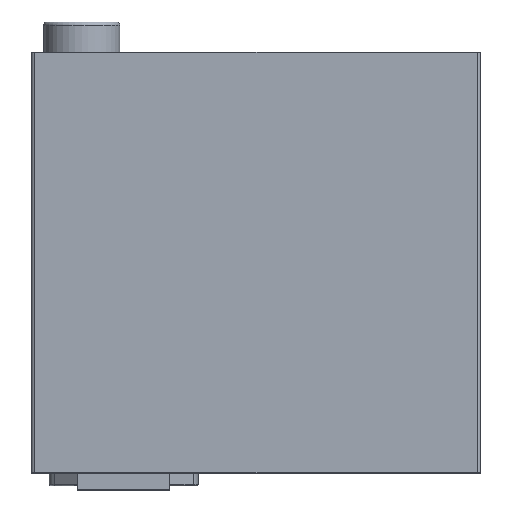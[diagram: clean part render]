
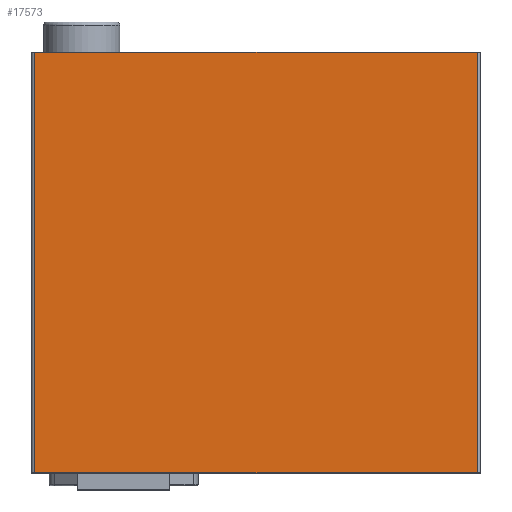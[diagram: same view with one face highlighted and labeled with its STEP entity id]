
A CAD part, top view. The second image highlights one B-rep face of the part: STEP entity #17573.
In plain terms, the highlighted planar face has unit normal (0, 0, 1).
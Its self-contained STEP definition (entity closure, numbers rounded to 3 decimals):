
#2592=FACE_OUTER_BOUND('',#4028,.T.);
#4028=EDGE_LOOP('',(#12356,#12357,#12358,#12359));
#5152=LINE('',#27680,#6096);
#5162=LINE('',#29018,#6106);
#5202=LINE('',#29172,#6146);
#5203=LINE('',#29173,#6147);
#6096=VECTOR('',#21391,147.828);
#6106=VECTOR('',#22721,147.828);
#6146=VECTOR('',#22845,140.462);
#6147=VECTOR('',#22846,140.462);
#7050=VERTEX_POINT('',#27678);
#7051=VERTEX_POINT('',#27679);
#7718=VERTEX_POINT('',#29015);
#7719=VERTEX_POINT('',#29017);
#8959=EDGE_CURVE('',#7050,#7051,#5152,.T.);
#9628=EDGE_CURVE('',#7719,#7718,#5162,.T.);
#9707=EDGE_CURVE('',#7718,#7050,#5202,.T.);
#9708=EDGE_CURVE('',#7051,#7719,#5203,.T.);
#12356=ORIENTED_EDGE('',*,*,#9628,.T.);
#12357=ORIENTED_EDGE('',*,*,#9707,.T.);
#12358=ORIENTED_EDGE('',*,*,#8959,.T.);
#12359=ORIENTED_EDGE('',*,*,#9708,.T.);
#16843=PLANE('',#19382);
#17573=ADVANCED_FACE('',(#2592),#16843,.T.);
#19382=AXIS2_PLACEMENT_3D('',#29171,#22843,#22844);
#21391=DIRECTION('',(1.,0.,0.));
#22721=DIRECTION('',(-1.,0.,0.));
#22843=DIRECTION('center_axis',(0.,0.,1.));
#22844=DIRECTION('ref_axis',(1.,0.,0.));
#22845=DIRECTION('',(0.,-1.,0.));
#22846=DIRECTION('',(0.,1.,0.));
#27678=CARTESIAN_POINT('',(1.016,-140.462,85.725));
#27679=CARTESIAN_POINT('',(148.844,-140.462,85.725));
#27680=CARTESIAN_POINT('',(1.016,-140.462,85.725));
#29015=CARTESIAN_POINT('',(1.016,0.,85.725));
#29017=CARTESIAN_POINT('',(148.844,0.,85.725));
#29018=CARTESIAN_POINT('',(148.844,0.,85.725));
#29171=CARTESIAN_POINT('Origin',(0.,0.,85.725));
#29172=CARTESIAN_POINT('',(1.016,0.,85.725));
#29173=CARTESIAN_POINT('',(148.844,-140.462,85.725));
